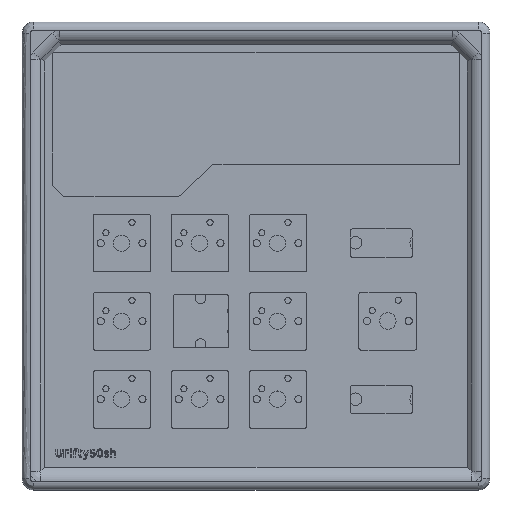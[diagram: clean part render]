
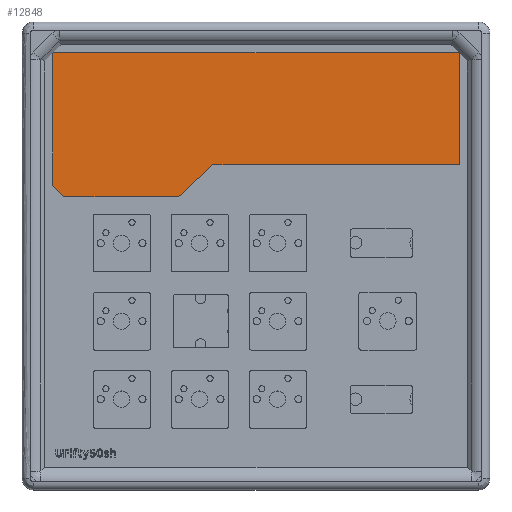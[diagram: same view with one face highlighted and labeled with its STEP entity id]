
A CAD part, top view. The second image highlights one B-rep face of the part: STEP entity #12848.
In plain terms, the highlighted free-form (B-spline) face has degree [1, 1] with [2, 2] control points.
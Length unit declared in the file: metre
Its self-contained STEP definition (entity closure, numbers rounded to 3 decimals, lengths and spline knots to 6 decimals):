
#92=LINE('',#17662,#957);
#96=LINE('',#17673,#961);
#99=LINE('',#17682,#964);
#102=LINE('',#17691,#967);
#105=LINE('',#17700,#970);
#108=LINE('',#17709,#973);
#110=LINE('',#17715,#975);
#957=VECTOR('',#14612,1.);
#961=VECTOR('',#14616,1.);
#964=VECTOR('',#14619,1.);
#967=VECTOR('',#14622,1.);
#970=VECTOR('',#14625,1.);
#973=VECTOR('',#14628,1.);
#975=VECTOR('',#14630,1.);
#1804=B_SPLINE_SURFACE_WITH_KNOTS('',1,1,((#17716,#17717),(#17718,#17719)),
 .PLANE_SURF.,.F.,.F.,.F.,(2,2),(2,2),(0.,1.),(0.,1.),.UNSPECIFIED.);
#2510=ORIENTED_EDGE('',*,*,#6344,.T.);
#2511=ORIENTED_EDGE('',*,*,#6348,.T.);
#2512=ORIENTED_EDGE('',*,*,#6351,.T.);
#2513=ORIENTED_EDGE('',*,*,#6354,.F.);
#2514=ORIENTED_EDGE('',*,*,#6357,.T.);
#2515=ORIENTED_EDGE('',*,*,#6360,.F.);
#2516=ORIENTED_EDGE('',*,*,#6362,.F.);
#6344=EDGE_CURVE('',#8294,#8293,#92,.T.);
#6348=EDGE_CURVE('',#8293,#8296,#96,.T.);
#6351=EDGE_CURVE('',#8296,#8298,#99,.T.);
#6354=EDGE_CURVE('',#8300,#8298,#102,.T.);
#6357=EDGE_CURVE('',#8300,#8302,#105,.T.);
#6360=EDGE_CURVE('',#8304,#8302,#108,.T.);
#6362=EDGE_CURVE('',#8294,#8304,#110,.T.);
#8293=VERTEX_POINT('',#17661);
#8294=VERTEX_POINT('',#17663);
#8296=VERTEX_POINT('',#17672);
#8298=VERTEX_POINT('',#17681);
#8300=VERTEX_POINT('',#17690);
#8302=VERTEX_POINT('',#17699);
#8304=VERTEX_POINT('',#17708);
#10495=EDGE_LOOP('',(#2510,#2511,#2512,#2513,#2514,#2515,#2516));
#11451=FACE_BOUND('',#10495,.T.);
#12848=ADVANCED_FACE('',(#11451),#1804,.T.);
#14612=DIRECTION('',(1.,0.,0.));
#14616=DIRECTION('',(0.,1.,0.));
#14619=DIRECTION('',(-1.,0.,0.));
#14622=DIRECTION('',(0.,1.,0.));
#14625=DIRECTION('',(0.681,-0.733,0.));
#14628=DIRECTION('',(-1.,0.,0.));
#14630=DIRECTION('',(-0.733,-0.681,0.));
#17661=CARTESIAN_POINT('',(0.0495,0.02221,0.013));
#17662=CARTESIAN_POINT('',(0.019511,0.02221,0.013));
#17663=CARTESIAN_POINT('',(-0.010478,0.02221,0.013));
#17672=CARTESIAN_POINT('',(0.0495,0.0495,0.013));
#17673=CARTESIAN_POINT('',(0.0495,0.035855,0.013));
#17681=CARTESIAN_POINT('',(-0.0495,0.0495,0.013));
#17682=CARTESIAN_POINT('',(0.,0.0495,0.013));
#17690=CARTESIAN_POINT('',(-0.0495,0.017271,0.013));
#17691=CARTESIAN_POINT('',(-0.0495,0.033386,0.013));
#17699=CARTESIAN_POINT('',(-0.046816,0.014383,0.013));
#17700=CARTESIAN_POINT('',(-0.048158,0.015827,0.013));
#17708=CARTESIAN_POINT('',(-0.018901,0.014383,0.013));
#17709=CARTESIAN_POINT('',(-0.032859,0.014383,0.013));
#17715=CARTESIAN_POINT('',(-0.01469,0.018297,0.013));
#17716=CARTESIAN_POINT('',(-0.0495,0.014383,0.013));
#17717=CARTESIAN_POINT('',(-0.0495,0.0495,0.013));
#17718=CARTESIAN_POINT('',(0.0495,0.014383,0.013));
#17719=CARTESIAN_POINT('',(0.0495,0.0495,0.013));
